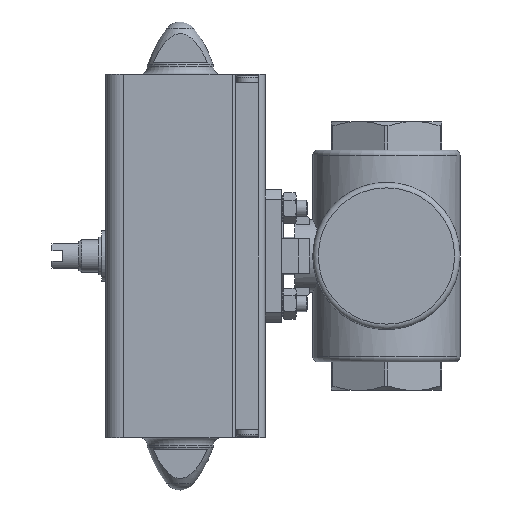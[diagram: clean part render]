
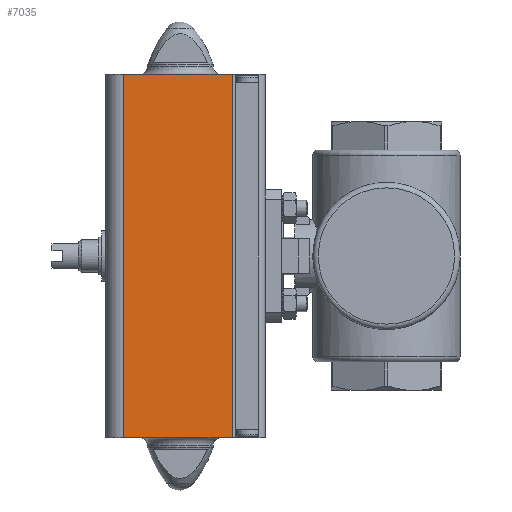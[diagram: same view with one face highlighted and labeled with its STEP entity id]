
A CAD part, left-side view. The second image highlights one B-rep face of the part: STEP entity #7035.
In plain terms, the highlighted planar face has unit normal (-1, 0, 0).
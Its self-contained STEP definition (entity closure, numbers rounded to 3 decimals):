
#224=PLANE('',#7719);
#631=LINE('',#11577,#1169);
#632=LINE('',#11580,#1170);
#633=LINE('',#11582,#1171);
#634=LINE('',#11584,#1172);
#1169=VECTOR('',#9133,1000.);
#1170=VECTOR('',#9134,1000.);
#1171=VECTOR('',#9135,1000.);
#1172=VECTOR('',#9136,1000.);
#2782=ORIENTED_EDGE('',*,*,#4297,.T.);
#2783=ORIENTED_EDGE('',*,*,#4298,.F.);
#2784=ORIENTED_EDGE('',*,*,#4299,.F.);
#2785=ORIENTED_EDGE('',*,*,#4300,.T.);
#4297=EDGE_CURVE('',#5114,#5115,#631,.T.);
#4298=EDGE_CURVE('',#5116,#5115,#632,.T.);
#4299=EDGE_CURVE('',#5117,#5116,#633,.T.);
#4300=EDGE_CURVE('',#5117,#5114,#634,.T.);
#5114=VERTEX_POINT('',#11578);
#5115=VERTEX_POINT('',#11579);
#5116=VERTEX_POINT('',#11581);
#5117=VERTEX_POINT('',#11583);
#5756=EDGE_LOOP('',(#2782,#2783,#2784,#2785));
#6371=FACE_BOUND('',#5756,.T.);
#7035=ADVANCED_FACE('',(#6371),#224,.F.);
#7719=AXIS2_PLACEMENT_3D('',#11576,#9131,#9132);
#9131=DIRECTION('',(1.,0.,0.));
#9132=DIRECTION('',(0.,0.,-1.));
#9133=DIRECTION('',(0.,-1.,0.));
#9134=DIRECTION('',(0.,0.,-1.));
#9135=DIRECTION('',(0.,-1.,0.));
#9136=DIRECTION('',(0.,0.,-1.));
#11576=CARTESIAN_POINT('',(-27.7,21.2,67.5));
#11577=CARTESIAN_POINT('',(-27.7,21.2,-67.5));
#11578=CARTESIAN_POINT('',(-27.7,21.2,-67.5));
#11579=CARTESIAN_POINT('',(-27.7,-19.3,-67.5));
#11580=CARTESIAN_POINT('',(-27.7,-19.3,67.5));
#11581=CARTESIAN_POINT('',(-27.7,-19.3,67.5));
#11582=CARTESIAN_POINT('',(-27.7,21.2,67.5));
#11583=CARTESIAN_POINT('',(-27.7,21.2,67.5));
#11584=CARTESIAN_POINT('',(-27.7,21.2,67.5));
